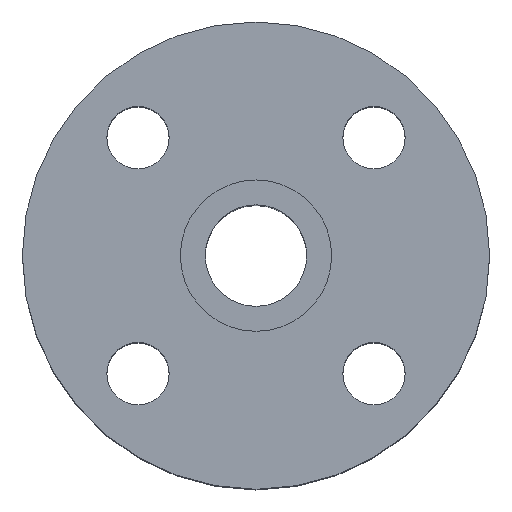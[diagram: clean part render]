
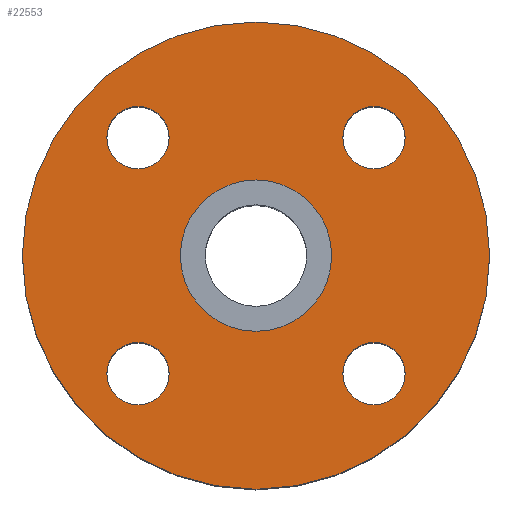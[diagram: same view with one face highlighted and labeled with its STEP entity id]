
A CAD part, top view. The second image highlights one B-rep face of the part: STEP entity #22553.
In plain terms, the highlighted planar face has unit normal (0, 0, 1).
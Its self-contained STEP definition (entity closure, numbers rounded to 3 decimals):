
#413 = ORIENTED_EDGE ( 'NONE', *, *, #14557, .F. ) ;
#847 = EDGE_CURVE ( 'NONE', #4425, #8961, #25519, .T. ) ;
#884 = CIRCLE ( 'NONE', #22067, 7. ) ;
#961 = ORIENTED_EDGE ( 'NONE', *, *, #17137, .F. ) ;
#1098 = CARTESIAN_POINT ( 'NONE',  ( 33.517, -26.517, -0.3 ) ) ;
#1191 = CARTESIAN_POINT ( 'NONE',  ( 26.517, 26.517, -0.3 ) ) ;
#1702 = CIRCLE ( 'NONE', #7131, 52.5 ) ;
#1712 = ORIENTED_EDGE ( 'NONE', *, *, #5146, .F. ) ;
#2002 = VERTEX_POINT ( 'NONE', #16046 ) ;
#2067 = CIRCLE ( 'NONE', #21881, 7. ) ;
#2382 = CIRCLE ( 'NONE', #13204, 7. ) ;
#2539 = CARTESIAN_POINT ( 'NONE',  ( 0., 0., -0.3 ) ) ;
#2757 = FACE_BOUND ( 'NONE', #6446, .T. ) ;
#3445 = DIRECTION ( 'NONE',  ( 0., 0., 1. ) ) ;
#3450 = VERTEX_POINT ( 'NONE', #18581 ) ;
#4003 = CARTESIAN_POINT ( 'NONE',  ( 26.517, 26.517, -0.3 ) ) ;
#4254 = DIRECTION ( 'NONE',  ( 0., 0., 1. ) ) ;
#4364 = AXIS2_PLACEMENT_3D ( 'NONE', #8064, #25242, #5808 ) ;
#4425 = VERTEX_POINT ( 'NONE', #16035 ) ;
#4493 = EDGE_LOOP ( 'NONE', ( #20406, #413 ) ) ;
#4903 = CARTESIAN_POINT ( 'NONE',  ( -52.5, 0., -0.3 ) ) ;
#5000 = CARTESIAN_POINT ( 'NONE',  ( 0., 17., -0.3 ) ) ;
#5134 = FACE_BOUND ( 'NONE', #4493, .T. ) ;
#5146 = EDGE_CURVE ( 'NONE', #12158, #2002, #14636, .T. ) ;
#5222 = AXIS2_PLACEMENT_3D ( 'NONE', #12581, #4254, #25529 ) ;
#5410 = FACE_BOUND ( 'NONE', #18201, .T. ) ;
#5633 = AXIS2_PLACEMENT_3D ( 'NONE', #6250, #15137, #12456 ) ;
#5808 = DIRECTION ( 'NONE',  ( 0., 1., 0. ) ) ;
#5849 = VERTEX_POINT ( 'NONE', #4903 ) ;
#6127 = AXIS2_PLACEMENT_3D ( 'NONE', #5000, #9639, #18384 ) ;
#6250 = CARTESIAN_POINT ( 'NONE',  ( 0., 0., -0.3 ) ) ;
#6254 = DIRECTION ( 'NONE',  ( 0., 0., 1. ) ) ;
#6446 = EDGE_LOOP ( 'NONE', ( #1712, #961 ) ) ;
#6663 = AXIS2_PLACEMENT_3D ( 'NONE', #24865, #3445, #9929 ) ;
#7031 = CIRCLE ( 'NONE', #23677, 7. ) ;
#7131 = AXIS2_PLACEMENT_3D ( 'NONE', #16180, #16047, #20133 ) ;
#7210 = EDGE_LOOP ( 'NONE', ( #9515, #18032 ) ) ;
#7391 = FACE_BOUND ( 'NONE', #7210, .T. ) ;
#7474 = CIRCLE ( 'NONE', #5222, 7. ) ;
#7695 = DIRECTION ( 'NONE',  ( 0., -1., 0. ) ) ;
#7811 = EDGE_CURVE ( 'NONE', #27031, #3450, #2382, .T. ) ;
#8064 = CARTESIAN_POINT ( 'NONE',  ( -26.517, 26.517, -0.3 ) ) ;
#8500 = DIRECTION ( 'NONE',  ( 1., 0., 0. ) ) ;
#8961 = VERTEX_POINT ( 'NONE', #25100 ) ;
#9515 = ORIENTED_EDGE ( 'NONE', *, *, #7811, .F. ) ;
#9639 = DIRECTION ( 'NONE',  ( 0., 0., -1. ) ) ;
#9749 = EDGE_CURVE ( 'NONE', #12232, #26421, #23382, .T. ) ;
#9831 = CARTESIAN_POINT ( 'NONE',  ( 52.5, 0., -0.3 ) ) ;
#9929 = DIRECTION ( 'NONE',  ( 0., 1., 0. ) ) ;
#9932 = DIRECTION ( 'NONE',  ( 0., 0., 1. ) ) ;
#10950 = ORIENTED_EDGE ( 'NONE', *, *, #9749, .F. ) ;
#11182 = EDGE_CURVE ( 'NONE', #26421, #12232, #884, .T. ) ;
#11247 = AXIS2_PLACEMENT_3D ( 'NONE', #4003, #6254, #8500 ) ;
#12040 = VERTEX_POINT ( 'NONE', #22728 ) ;
#12158 = VERTEX_POINT ( 'NONE', #25813 ) ;
#12232 = VERTEX_POINT ( 'NONE', #21180 ) ;
#12456 = DIRECTION ( 'NONE',  ( 1., 0., 0. ) ) ;
#12514 = CIRCLE ( 'NONE', #6663, 7. ) ;
#12581 = CARTESIAN_POINT ( 'NONE',  ( -26.517, -26.517, -0.3 ) ) ;
#13204 = AXIS2_PLACEMENT_3D ( 'NONE', #18274, #16158, #7695 ) ;
#14154 = CARTESIAN_POINT ( 'NONE',  ( 0., 0., -0.3 ) ) ;
#14207 = EDGE_CURVE ( 'NONE', #5849, #17963, #1702, .T. ) ;
#14284 = ORIENTED_EDGE ( 'NONE', *, *, #11182, .F. ) ;
#14297 = DIRECTION ( 'NONE',  ( 0., 0., 1. ) ) ;
#14557 = EDGE_CURVE ( 'NONE', #8961, #4425, #12514, .T. ) ;
#14636 = CIRCLE ( 'NONE', #5633, 17. ) ;
#14685 = DIRECTION ( 'NONE',  ( -1., 0., 0. ) ) ;
#15137 = DIRECTION ( 'NONE',  ( 0., 0., 1. ) ) ;
#15371 = DIRECTION ( 'NONE',  ( 1., 0., 0. ) ) ;
#15730 = FACE_OUTER_BOUND ( 'NONE', #24294, .T. ) ;
#16001 = PLANE ( 'NONE',  #6127 ) ;
#16035 = CARTESIAN_POINT ( 'NONE',  ( -19.517, 26.517, -0.3 ) ) ;
#16046 = CARTESIAN_POINT ( 'NONE',  ( -17., 0., -0.3 ) ) ;
#16047 = DIRECTION ( 'NONE',  ( 0., 0., 1. ) ) ;
#16158 = DIRECTION ( 'NONE',  ( 0., 0., 1. ) ) ;
#16180 = CARTESIAN_POINT ( 'NONE',  ( 0., 0., -0.3 ) ) ;
#16269 = DIRECTION ( 'NONE',  ( 1., 0., 0. ) ) ;
#16603 = ORIENTED_EDGE ( 'NONE', *, *, #14207, .T. ) ;
#17137 = EDGE_CURVE ( 'NONE', #2002, #12158, #17773, .T. ) ;
#17773 = CIRCLE ( 'NONE', #24057, 17. ) ;
#17841 = CARTESIAN_POINT ( 'NONE',  ( -33.517, -26.517, -0.3 ) ) ;
#17894 = EDGE_CURVE ( 'NONE', #17963, #5849, #21829, .T. ) ;
#17963 = VERTEX_POINT ( 'NONE', #9831 ) ;
#18032 = ORIENTED_EDGE ( 'NONE', *, *, #22791, .F. ) ;
#18201 = EDGE_LOOP ( 'NONE', ( #19728, #18922 ) ) ;
#18274 = CARTESIAN_POINT ( 'NONE',  ( 26.517, -26.517, -0.3 ) ) ;
#18384 = DIRECTION ( 'NONE',  ( -1., 0., 0. ) ) ;
#18488 = CARTESIAN_POINT ( 'NONE',  ( -26.517, -26.517, -0.3 ) ) ;
#18536 = DIRECTION ( 'NONE',  ( 1., 0., 0. ) ) ;
#18581 = CARTESIAN_POINT ( 'NONE',  ( 19.517, -26.517, -0.3 ) ) ;
#18922 = ORIENTED_EDGE ( 'NONE', *, *, #22953, .F. ) ;
#19509 = VERTEX_POINT ( 'NONE', #17841 ) ;
#19655 = EDGE_LOOP ( 'NONE', ( #10950, #14284 ) ) ;
#19728 = ORIENTED_EDGE ( 'NONE', *, *, #23772, .F. ) ;
#20133 = DIRECTION ( 'NONE',  ( 1., 0., 0. ) ) ;
#20222 = FACE_BOUND ( 'NONE', #19655, .T. ) ;
#20406 = ORIENTED_EDGE ( 'NONE', *, *, #847, .F. ) ;
#20907 = CARTESIAN_POINT ( 'NONE',  ( 19.517, 26.517, -0.3 ) ) ;
#20944 = ORIENTED_EDGE ( 'NONE', *, *, #17894, .T. ) ;
#21180 = CARTESIAN_POINT ( 'NONE',  ( 33.517, 26.517, -0.3 ) ) ;
#21610 = DIRECTION ( 'NONE',  ( 0., 0., 1. ) ) ;
#21829 = CIRCLE ( 'NONE', #24524, 52.5 ) ;
#21881 = AXIS2_PLACEMENT_3D ( 'NONE', #18488, #25238, #14685 ) ;
#22067 = AXIS2_PLACEMENT_3D ( 'NONE', #1191, #9932, #18536 ) ;
#22553 = ADVANCED_FACE ( 'NONE', ( #7391, #5410, #5134, #20222, #2757, #15730 ), #16001, .F. ) ;
#22728 = CARTESIAN_POINT ( 'NONE',  ( -19.517, -26.517, -0.3 ) ) ;
#22791 = EDGE_CURVE ( 'NONE', #3450, #27031, #7031, .T. ) ;
#22953 = EDGE_CURVE ( 'NONE', #19509, #12040, #2067, .T. ) ;
#23382 = CIRCLE ( 'NONE', #11247, 7. ) ;
#23677 = AXIS2_PLACEMENT_3D ( 'NONE', #25982, #21610, #25688 ) ;
#23772 = EDGE_CURVE ( 'NONE', #12040, #19509, #7474, .T. ) ;
#23959 = DIRECTION ( 'NONE',  ( 0., 0., 1. ) ) ;
#24057 = AXIS2_PLACEMENT_3D ( 'NONE', #14154, #14297, #16269 ) ;
#24294 = EDGE_LOOP ( 'NONE', ( #20944, #16603 ) ) ;
#24524 = AXIS2_PLACEMENT_3D ( 'NONE', #2539, #23959, #15371 ) ;
#24865 = CARTESIAN_POINT ( 'NONE',  ( -26.517, 26.517, -0.3 ) ) ;
#25100 = CARTESIAN_POINT ( 'NONE',  ( -33.517, 26.517, -0.3 ) ) ;
#25238 = DIRECTION ( 'NONE',  ( 0., 0., 1. ) ) ;
#25242 = DIRECTION ( 'NONE',  ( 0., 0., 1. ) ) ;
#25519 = CIRCLE ( 'NONE', #4364, 7. ) ;
#25529 = DIRECTION ( 'NONE',  ( -1., 0., 0. ) ) ;
#25688 = DIRECTION ( 'NONE',  ( 0., -1., 0. ) ) ;
#25813 = CARTESIAN_POINT ( 'NONE',  ( 17., 0., -0.3 ) ) ;
#25982 = CARTESIAN_POINT ( 'NONE',  ( 26.517, -26.517, -0.3 ) ) ;
#26421 = VERTEX_POINT ( 'NONE', #20907 ) ;
#27031 = VERTEX_POINT ( 'NONE', #1098 ) ;
